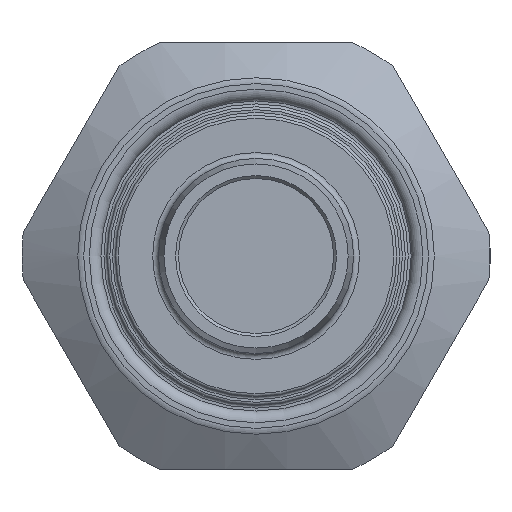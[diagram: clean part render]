
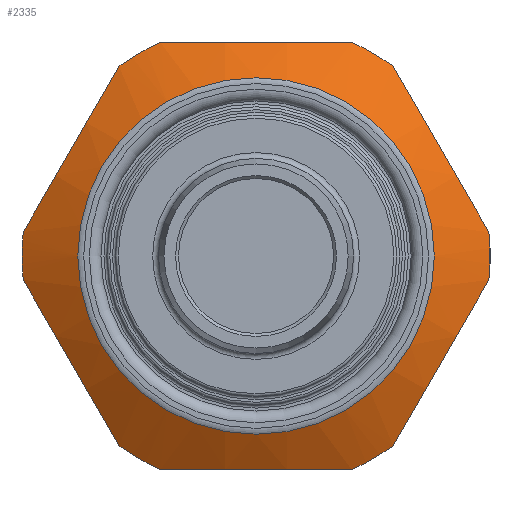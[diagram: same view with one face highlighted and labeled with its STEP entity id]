
A CAD part, front view. The second image highlights one B-rep face of the part: STEP entity #2335.
In plain terms, the highlighted conical face has half-angle 60 degrees and reference radius 17.78 mm.
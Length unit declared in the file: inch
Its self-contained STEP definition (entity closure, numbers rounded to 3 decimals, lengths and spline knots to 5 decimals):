
#56=(
BOUNDED_CURVE()
B_SPLINE_CURVE(2,(#4059,#4060,#4061),.UNSPECIFIED.,.F.,.F.)
B_SPLINE_CURVE_WITH_KNOTS((3,3),(0.,1.67512),.UNSPECIFIED.)
CURVE()
GEOMETRIC_REPRESENTATION_ITEM()
RATIONAL_B_SPLINE_CURVE((1.,1.096,1.))
REPRESENTATION_ITEM('')
);
#57=(
BOUNDED_CURVE()
B_SPLINE_CURVE(2,(#4065,#4066,#4067),.UNSPECIFIED.,.F.,.F.)
B_SPLINE_CURVE_WITH_KNOTS((3,3),(0.,1.67512),.UNSPECIFIED.)
CURVE()
GEOMETRIC_REPRESENTATION_ITEM()
RATIONAL_B_SPLINE_CURVE((1.,1.096,1.))
REPRESENTATION_ITEM('')
);
#58=(
BOUNDED_CURVE()
B_SPLINE_CURVE(2,(#4071,#4072,#4073),.UNSPECIFIED.,.F.,.F.)
B_SPLINE_CURVE_WITH_KNOTS((3,3),(0.,1.67512),.UNSPECIFIED.)
CURVE()
GEOMETRIC_REPRESENTATION_ITEM()
RATIONAL_B_SPLINE_CURVE((1.,1.096,1.))
REPRESENTATION_ITEM('')
);
#59=(
BOUNDED_CURVE()
B_SPLINE_CURVE(2,(#4077,#4078,#4079),.UNSPECIFIED.,.F.,.F.)
B_SPLINE_CURVE_WITH_KNOTS((3,3),(0.,1.67512),.UNSPECIFIED.)
CURVE()
GEOMETRIC_REPRESENTATION_ITEM()
RATIONAL_B_SPLINE_CURVE((1.,1.096,1.))
REPRESENTATION_ITEM('')
);
#60=(
BOUNDED_CURVE()
B_SPLINE_CURVE(2,(#4083,#4084,#4085),.UNSPECIFIED.,.F.,.F.)
B_SPLINE_CURVE_WITH_KNOTS((3,3),(0.,1.67512),.UNSPECIFIED.)
CURVE()
GEOMETRIC_REPRESENTATION_ITEM()
RATIONAL_B_SPLINE_CURVE((1.,1.096,1.))
REPRESENTATION_ITEM('')
);
#61=(
BOUNDED_CURVE()
B_SPLINE_CURVE(2,(#4089,#4090,#4091),.UNSPECIFIED.,.F.,.F.)
B_SPLINE_CURVE_WITH_KNOTS((3,3),(0.,1.67512),.UNSPECIFIED.)
CURVE()
GEOMETRIC_REPRESENTATION_ITEM()
RATIONAL_B_SPLINE_CURVE((1.,1.096,1.))
REPRESENTATION_ITEM('')
);
#210=LINE('',#4055,#290);
#290=VECTOR('',#3343,0.7);
#340=CONICAL_SURFACE('',#2669,0.7,1.047);
#454=FACE_OUTER_BOUND('',#629,.T.);
#629=EDGE_LOOP('',(#1818,#1819,#1820,#1821,#1822,#1823,#1824,#1825,#1826,
#1827,#1828,#1829,#1830,#1831,#1832,#1833));
#830=CIRCLE('',#2666,0.60928);
#832=CIRCLE('',#2670,0.8);
#833=CIRCLE('',#2671,0.8);
#834=CIRCLE('',#2672,0.8);
#835=CIRCLE('',#2673,0.8);
#836=CIRCLE('',#2674,0.8);
#837=CIRCLE('',#2675,0.8);
#838=CIRCLE('',#2676,0.8);
#1007=VERTEX_POINT('',#4047);
#1009=VERTEX_POINT('',#4054);
#1010=VERTEX_POINT('',#4056);
#1011=VERTEX_POINT('',#4058);
#1012=VERTEX_POINT('',#4062);
#1013=VERTEX_POINT('',#4064);
#1014=VERTEX_POINT('',#4068);
#1015=VERTEX_POINT('',#4070);
#1016=VERTEX_POINT('',#4074);
#1017=VERTEX_POINT('',#4076);
#1018=VERTEX_POINT('',#4080);
#1019=VERTEX_POINT('',#4082);
#1020=VERTEX_POINT('',#4086);
#1021=VERTEX_POINT('',#4088);
#1288=EDGE_CURVE('',#1007,#1007,#830,.T.);
#1290=EDGE_CURVE('',#1007,#1009,#210,.T.);
#1291=EDGE_CURVE('',#1010,#1009,#832,.T.);
#1292=EDGE_CURVE('',#1011,#1010,#56,.T.);
#1293=EDGE_CURVE('',#1012,#1011,#833,.T.);
#1294=EDGE_CURVE('',#1013,#1012,#57,.T.);
#1295=EDGE_CURVE('',#1014,#1013,#834,.T.);
#1296=EDGE_CURVE('',#1015,#1014,#58,.T.);
#1297=EDGE_CURVE('',#1016,#1015,#835,.T.);
#1298=EDGE_CURVE('',#1017,#1016,#59,.T.);
#1299=EDGE_CURVE('',#1018,#1017,#836,.T.);
#1300=EDGE_CURVE('',#1019,#1018,#60,.T.);
#1301=EDGE_CURVE('',#1020,#1019,#837,.T.);
#1302=EDGE_CURVE('',#1021,#1020,#61,.T.);
#1303=EDGE_CURVE('',#1009,#1021,#838,.T.);
#1818=ORIENTED_EDGE('',*,*,#1288,.F.);
#1819=ORIENTED_EDGE('',*,*,#1290,.T.);
#1820=ORIENTED_EDGE('',*,*,#1291,.F.);
#1821=ORIENTED_EDGE('',*,*,#1292,.F.);
#1822=ORIENTED_EDGE('',*,*,#1293,.F.);
#1823=ORIENTED_EDGE('',*,*,#1294,.F.);
#1824=ORIENTED_EDGE('',*,*,#1295,.F.);
#1825=ORIENTED_EDGE('',*,*,#1296,.F.);
#1826=ORIENTED_EDGE('',*,*,#1297,.F.);
#1827=ORIENTED_EDGE('',*,*,#1298,.F.);
#1828=ORIENTED_EDGE('',*,*,#1299,.F.);
#1829=ORIENTED_EDGE('',*,*,#1300,.F.);
#1830=ORIENTED_EDGE('',*,*,#1301,.F.);
#1831=ORIENTED_EDGE('',*,*,#1302,.F.);
#1832=ORIENTED_EDGE('',*,*,#1303,.F.);
#1833=ORIENTED_EDGE('',*,*,#1290,.F.);
#2335=ADVANCED_FACE('',(#454),#340,.T.);
#2666=AXIS2_PLACEMENT_3D('',#4049,#3335,#3336);
#2669=AXIS2_PLACEMENT_3D('',#4053,#3341,#3342);
#2670=AXIS2_PLACEMENT_3D('',#4057,#3344,#3345);
#2671=AXIS2_PLACEMENT_3D('',#4063,#3346,#3347);
#2672=AXIS2_PLACEMENT_3D('',#4069,#3348,#3349);
#2673=AXIS2_PLACEMENT_3D('',#4075,#3350,#3351);
#2674=AXIS2_PLACEMENT_3D('',#4081,#3352,#3353);
#2675=AXIS2_PLACEMENT_3D('',#4087,#3354,#3355);
#2676=AXIS2_PLACEMENT_3D('',#4092,#3356,#3357);
#3335=DIRECTION('center_axis',(0.,-1.,0.));
#3336=DIRECTION('ref_axis',(-1.,0.,0.));
#3341=DIRECTION('center_axis',(0.,1.,0.));
#3342=DIRECTION('ref_axis',(1.,0.,0.));
#3343=DIRECTION('',(-0.866,0.5,0.));
#3344=DIRECTION('center_axis',(0.,1.,0.));
#3345=DIRECTION('ref_axis',(-1.,0.,0.));
#3346=DIRECTION('center_axis',(0.,1.,0.));
#3347=DIRECTION('ref_axis',(-1.,0.,0.));
#3348=DIRECTION('center_axis',(0.,1.,0.));
#3349=DIRECTION('ref_axis',(-1.,0.,0.));
#3350=DIRECTION('center_axis',(0.,1.,0.));
#3351=DIRECTION('ref_axis',(-1.,0.,0.));
#3352=DIRECTION('center_axis',(0.,1.,0.));
#3353=DIRECTION('ref_axis',(-1.,0.,0.));
#3354=DIRECTION('center_axis',(0.,1.,0.));
#3355=DIRECTION('ref_axis',(-1.,0.,0.));
#3356=DIRECTION('center_axis',(0.,1.,0.));
#3357=DIRECTION('ref_axis',(-1.,0.,0.));
#4047=CARTESIAN_POINT('',(-0.60928,-0.29964,0.));
#4049=CARTESIAN_POINT('Origin',(0.,-0.29964,
0.));
#4053=CARTESIAN_POINT('Origin',(0.,-0.24726,
0.));
#4054=CARTESIAN_POINT('',(-0.8,-0.18953,0.));
#4055=CARTESIAN_POINT('',(-0.7,-0.24726,0.));
#4056=CARTESIAN_POINT('',(-0.79583,-0.18953,-0.08158));
#4057=CARTESIAN_POINT('Origin',(0.,-0.18953,0.));
#4058=CARTESIAN_POINT('',(-0.46857,-0.18953,-0.64842));
#4059=CARTESIAN_POINT('Ctrl Pts',(-0.46857,-0.18953,
-0.64842));
#4060=CARTESIAN_POINT('Ctrl Pts',(-0.6322,-0.26682,
-0.365));
#4061=CARTESIAN_POINT('Ctrl Pts',(-0.79583,-0.18953,
-0.08158));
#4062=CARTESIAN_POINT('',(-0.32726,-0.18953,-0.73));
#4063=CARTESIAN_POINT('Origin',(0.,-0.18953,0.));
#4064=CARTESIAN_POINT('',(0.32726,-0.18953,-0.73));
#4065=CARTESIAN_POINT('Ctrl Pts',(0.32726,-0.18953,
-0.73));
#4066=CARTESIAN_POINT('Ctrl Pts',(0.,-0.26682,
-0.73));
#4067=CARTESIAN_POINT('Ctrl Pts',(-0.32726,-0.18953,
-0.73));
#4068=CARTESIAN_POINT('',(0.46857,-0.18953,-0.64842));
#4069=CARTESIAN_POINT('Origin',(0.,-0.18953,0.));
#4070=CARTESIAN_POINT('',(0.79583,-0.18953,-0.08158));
#4071=CARTESIAN_POINT('Ctrl Pts',(0.79583,-0.18953,
-0.08158));
#4072=CARTESIAN_POINT('Ctrl Pts',(0.6322,-0.26682,-0.365));
#4073=CARTESIAN_POINT('Ctrl Pts',(0.46857,-0.18953,
-0.64842));
#4074=CARTESIAN_POINT('',(0.79583,-0.18953,0.08158));
#4075=CARTESIAN_POINT('Origin',(0.,-0.18953,0.));
#4076=CARTESIAN_POINT('',(0.46857,-0.18953,0.64842));
#4077=CARTESIAN_POINT('Ctrl Pts',(0.46857,-0.18953,
0.64842));
#4078=CARTESIAN_POINT('Ctrl Pts',(0.6322,-0.26682,0.365));
#4079=CARTESIAN_POINT('Ctrl Pts',(0.79583,-0.18953,
0.08158));
#4080=CARTESIAN_POINT('',(0.32726,-0.18953,0.73));
#4081=CARTESIAN_POINT('Origin',(0.,-0.18953,0.));
#4082=CARTESIAN_POINT('',(-0.32726,-0.18953,0.73));
#4083=CARTESIAN_POINT('Ctrl Pts',(-0.32726,-0.18953,
0.73));
#4084=CARTESIAN_POINT('Ctrl Pts',(0.,-0.26682,
0.73));
#4085=CARTESIAN_POINT('Ctrl Pts',(0.32726,-0.18953,
0.73));
#4086=CARTESIAN_POINT('',(-0.46857,-0.18953,0.64842));
#4087=CARTESIAN_POINT('Origin',(0.,-0.18953,0.));
#4088=CARTESIAN_POINT('',(-0.79583,-0.18953,0.08158));
#4089=CARTESIAN_POINT('Ctrl Pts',(-0.79583,-0.18953,
0.08158));
#4090=CARTESIAN_POINT('Ctrl Pts',(-0.6322,-0.26682,
0.365));
#4091=CARTESIAN_POINT('Ctrl Pts',(-0.46857,-0.18953,
0.64842));
#4092=CARTESIAN_POINT('Origin',(0.,-0.18953,0.));
